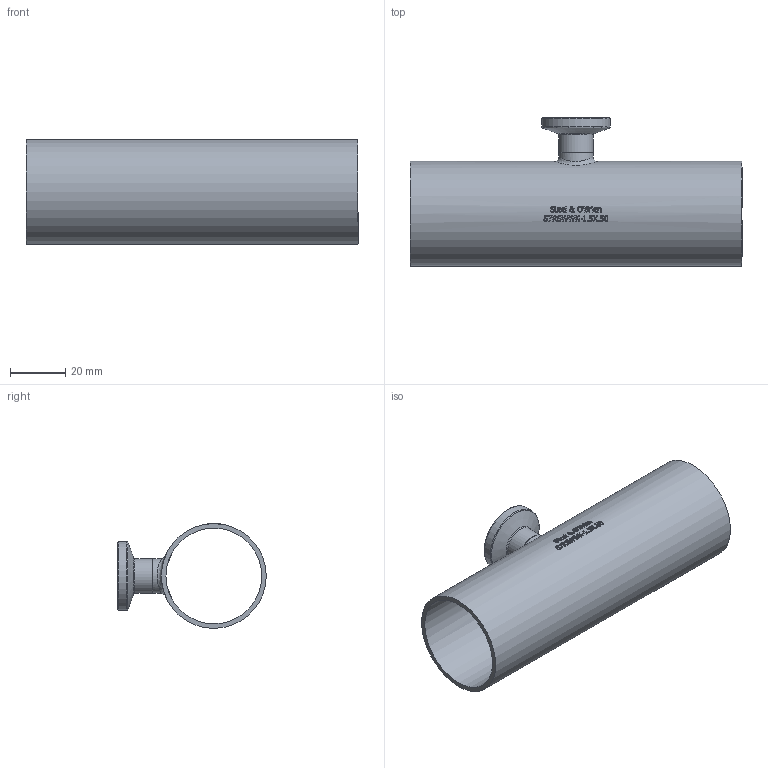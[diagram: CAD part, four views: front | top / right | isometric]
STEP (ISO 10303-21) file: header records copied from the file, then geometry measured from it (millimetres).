
FILE_DESCRIPTION(/* description */ (''),/* implementation_level */ '2;1');
FILE_NAME(/* name */ 'S7RSWWK-1.5X.5.stp',/* time_stamp */ '2018-11-29T15:32:03-05:00',/* author */ ('ken'),/* organization */ (''),/* preprocessor_version */ 'ST-DEVELOPER v15.2',/* originating_system */ 'Autodesk Inventor 2014',/* authorisation */ '');
FILE_SCHEMA (('AUTOMOTIVE_DESIGN { 1 0 10303 214 3 1 1 }'));
Length unit declared in the file: inch
Products named in the file (1): S7RSWWK-1.5X.5
Bounding box: 120.65 x 53.98 x 38.1 mm (x, y, z)
Volume: 24943.8 mm3; surface area: 29995.9 mm2
Topology: 1 solids, 1 shells, 451 faces, 1210 edges, 804 vertices
Faces by surface type: bspline 198, plane 198, cylinder 47, torus 6, cone 2
Full cylindrical faces by diameter (mm): 9.398 x2, 12.7 x2, 21.895 x1, 24.994 x1, 34.798 x1, 38.1 x1
Entity records: 17981 total; most frequent: CARTESIAN_POINT 7791, ORIENTED_EDGE 2384, DIRECTION 1535, EDGE_CURVE 1192, VERTEX_POINT 802, LINE 563, VECTOR 563, EDGE_LOOP 514
